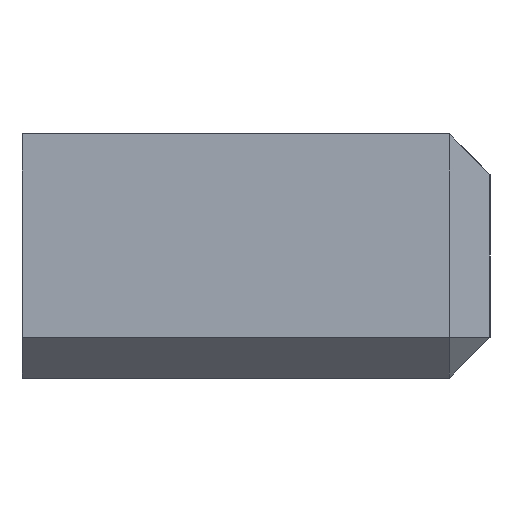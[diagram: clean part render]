
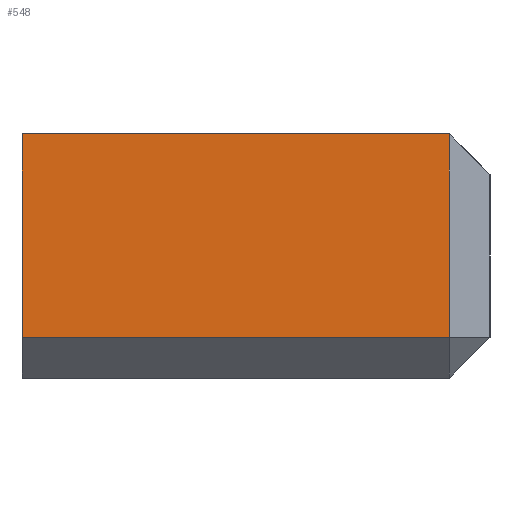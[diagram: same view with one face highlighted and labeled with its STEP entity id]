
A CAD part, left-side view. The second image highlights one B-rep face of the part: STEP entity #548.
In plain terms, the highlighted planar face has unit normal (-1, 0, 0).
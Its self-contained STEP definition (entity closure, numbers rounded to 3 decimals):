
#66=FACE_OUTER_BOUND('',#97,.T.);
#97=EDGE_LOOP('',(#432,#433,#434,#435));
#148=LINE('',#878,#205);
#151=LINE('',#884,#208);
#161=LINE('',#907,#218);
#162=LINE('',#908,#219);
#205=VECTOR('',#710,10.);
#208=VECTOR('',#717,10.);
#218=VECTOR('',#737,10.);
#219=VECTOR('',#738,10.);
#251=VERTEX_POINT('',#867);
#254=VERTEX_POINT('',#874);
#256=VERTEX_POINT('',#883);
#264=VERTEX_POINT('',#906);
#316=EDGE_CURVE('',#251,#254,#148,.T.);
#319=EDGE_CURVE('',#256,#251,#151,.T.);
#331=EDGE_CURVE('',#264,#256,#161,.T.);
#332=EDGE_CURVE('',#254,#264,#162,.T.);
#432=ORIENTED_EDGE('',*,*,#316,.F.);
#433=ORIENTED_EDGE('',*,*,#319,.F.);
#434=ORIENTED_EDGE('',*,*,#331,.F.);
#435=ORIENTED_EDGE('',*,*,#332,.F.);
#521=PLANE('',#607);
#548=ADVANCED_FACE('',(#66),#521,.T.);
#607=AXIS2_PLACEMENT_3D('',#905,#735,#736);
#710=DIRECTION('',(0.,1.,0.));
#717=DIRECTION('',(0.,0.,-1.));
#735=DIRECTION('center_axis',(-1.,0.,0.));
#736=DIRECTION('ref_axis',(0.,0.,-1.));
#737=DIRECTION('',(0.,-1.,0.));
#738=DIRECTION('',(0.,0.,1.));
#867=CARTESIAN_POINT('',(-25.,-10.5,-2.));
#874=CARTESIAN_POINT('',(-25.,0.,-2.));
#878=CARTESIAN_POINT('',(-25.,0.,-2.));
#883=CARTESIAN_POINT('',(-25.,-10.5,3.));
#884=CARTESIAN_POINT('',(-25.,-10.5,1.5));
#905=CARTESIAN_POINT('Origin',(-25.,0.,3.));
#906=CARTESIAN_POINT('',(-25.,0.,3.));
#907=CARTESIAN_POINT('',(-25.,0.,3.));
#908=CARTESIAN_POINT('',(-25.,0.,-3.));
